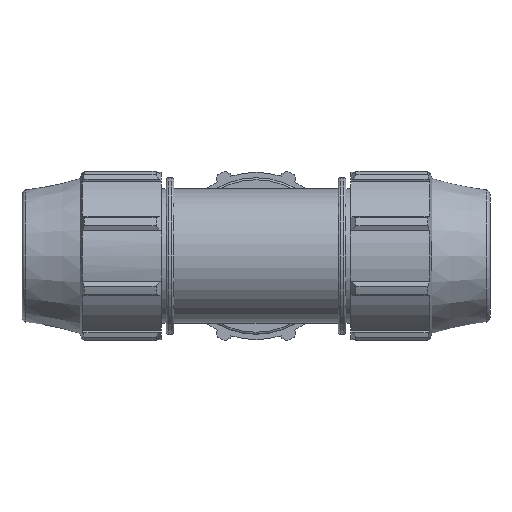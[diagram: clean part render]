
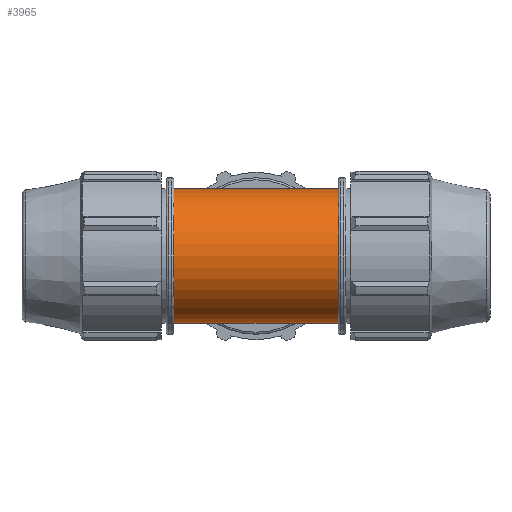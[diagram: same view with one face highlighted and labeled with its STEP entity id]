
A CAD part, front view. The second image highlights one B-rep face of the part: STEP entity #3965.
In plain terms, the highlighted cylindrical face has radius 42.375 mm (diameter 84.75 mm), a full revolution.
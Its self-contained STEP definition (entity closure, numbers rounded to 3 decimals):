
#131=ELLIPSE('',#4199,59.927,42.375);
#132=ELLIPSE('',#4200,59.927,42.375);
#138=FACE_BOUND('',#488,.T.);
#139=FACE_BOUND('',#489,.T.);
#195=CYLINDRICAL_SURFACE('',#4197,42.375);
#263=FACE_OUTER_BOUND('',#487,.T.);
#487=EDGE_LOOP('',(#2518));
#488=EDGE_LOOP('',(#2519,#2520));
#489=EDGE_LOOP('',(#2521));
#759=CIRCLE('',#4198,42.375);
#760=CIRCLE('',#4201,42.375);
#1555=VERTEX_POINT('',#5753);
#1556=VERTEX_POINT('',#5755);
#1557=VERTEX_POINT('',#5756);
#1558=VERTEX_POINT('',#5759);
#1949=EDGE_CURVE('',#1555,#1555,#759,.T.);
#1950=EDGE_CURVE('',#1556,#1557,#131,.T.);
#1951=EDGE_CURVE('',#1557,#1556,#132,.T.);
#1952=EDGE_CURVE('',#1558,#1558,#760,.T.);
#2518=ORIENTED_EDGE('',*,*,#1949,.F.);
#2519=ORIENTED_EDGE('',*,*,#1950,.T.);
#2520=ORIENTED_EDGE('',*,*,#1951,.T.);
#2521=ORIENTED_EDGE('',*,*,#1952,.F.);
#3965=ADVANCED_FACE('',(#263,#138,#139),#195,.T.);
#4197=AXIS2_PLACEMENT_3D('',#5752,#4625,#4626);
#4198=AXIS2_PLACEMENT_3D('',#5754,#4627,#4628);
#4199=AXIS2_PLACEMENT_3D('',#5757,#4629,#4630);
#4200=AXIS2_PLACEMENT_3D('',#5758,#4631,#4632);
#4201=AXIS2_PLACEMENT_3D('',#5760,#4633,#4634);
#4625=DIRECTION('center_axis',(1.,0.,0.));
#4626=DIRECTION('ref_axis',(0.,1.,0.));
#4627=DIRECTION('center_axis',(-1.,0.,0.));
#4628=DIRECTION('ref_axis',(0.,0.,-1.));
#4629=DIRECTION('center_axis',(0.707,-0.707,0.));
#4630=DIRECTION('ref_axis',(-0.707,-0.707,0.));
#4631=DIRECTION('center_axis',(-0.707,-0.707,0.));
#4632=DIRECTION('ref_axis',(-0.707,0.707,0.));
#4633=DIRECTION('center_axis',(1.,0.,0.));
#4634=DIRECTION('ref_axis',(0.,0.,-1.));
#5752=CARTESIAN_POINT('Origin',(44.3,0.,0.));
#5753=CARTESIAN_POINT('',(-51.6,-42.375,0.));
#5754=CARTESIAN_POINT('Origin',(-51.6,0.,0.));
#5755=CARTESIAN_POINT('',(0.,0.,-42.375));
#5756=CARTESIAN_POINT('',(0.,0.,42.375));
#5757=CARTESIAN_POINT('Origin',(0.,0.,0.));
#5758=CARTESIAN_POINT('Origin',(0.,0.,0.));
#5759=CARTESIAN_POINT('',(51.6,42.375,0.));
#5760=CARTESIAN_POINT('Origin',(51.6,0.,0.));
